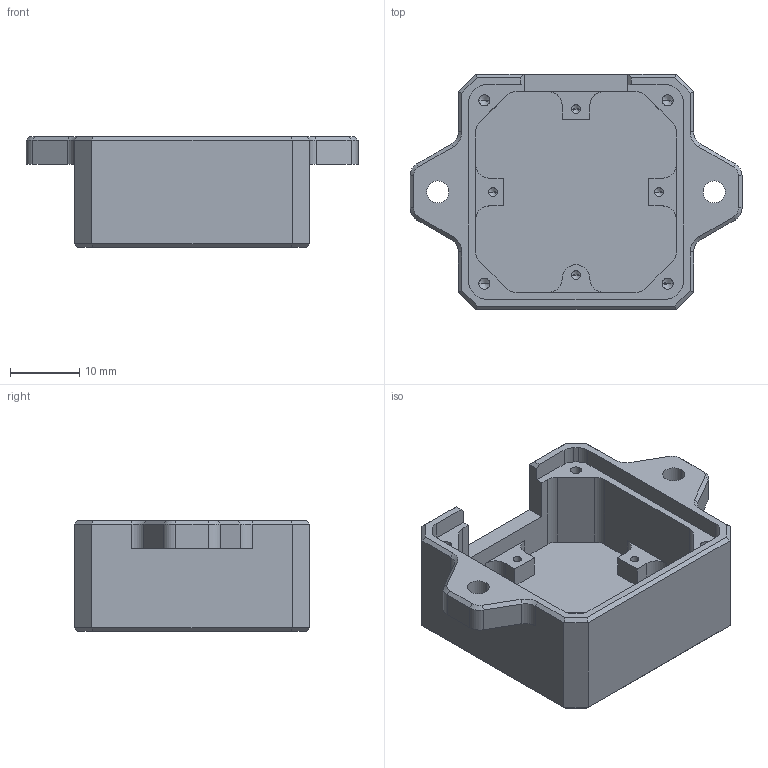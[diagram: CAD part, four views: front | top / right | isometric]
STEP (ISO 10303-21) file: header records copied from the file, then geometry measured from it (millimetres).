
FILE_DESCRIPTION (( 'STEP AP214' ), '1' );
FILE_NAME ('BOX_TM2xx.STEP', '2019-03-18T18:44:46', ( '' ), ( '' ), 'SwSTEP 2.0', 'SolidWorks 2015', '' );
FILE_SCHEMA (( 'AUTOMOTIVE_DESIGN' ));
Length unit declared in the file: millimetre
Products named in the file (1): BOX_TM2xx
Bounding box: 48 x 34 x 16 mm (x, y, z)
Volume: 7201.8 mm3; surface area: 6215.8 mm2
Topology: 1 solids, 1 shells, 158 faces, 418 edges, 254 vertices
Faces by surface type: plane 80, cylinder 54, cone 24
Entity records: 4944 total; most frequent: DIRECTION 836, CARTESIAN_POINT 815, ORIENTED_EDGE 804, EDGE_CURVE 402, LINE 286, VECTOR 286, AXIS2_PLACEMENT_3D 275, VERTEX_POINT 254
